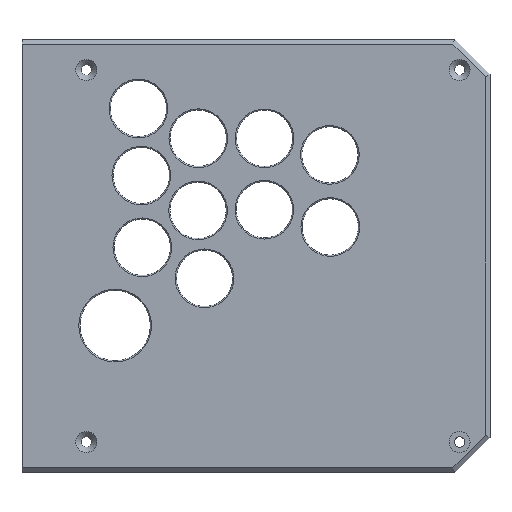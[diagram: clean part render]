
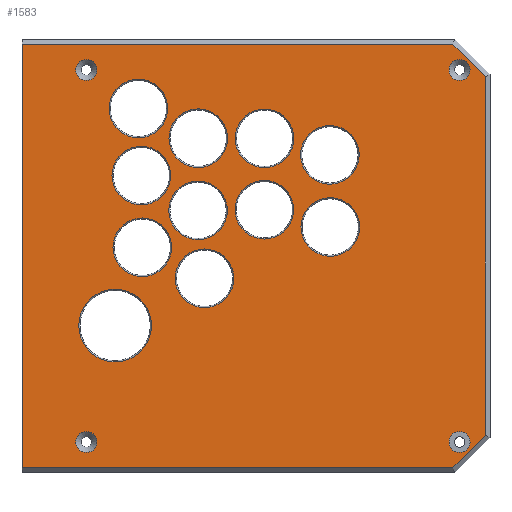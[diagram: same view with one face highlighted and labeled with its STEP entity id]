
A CAD part, top view. The second image highlights one B-rep face of the part: STEP entity #1583.
In plain terms, the highlighted planar face has unit normal (0, 0, 1).
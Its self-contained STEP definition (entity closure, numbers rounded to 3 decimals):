
#118=FACE_BOUND('',#383,.T.);
#119=FACE_BOUND('',#384,.T.);
#120=FACE_BOUND('',#385,.T.);
#121=FACE_BOUND('',#386,.T.);
#122=FACE_BOUND('',#387,.T.);
#123=FACE_BOUND('',#388,.T.);
#124=FACE_BOUND('',#389,.T.);
#125=FACE_BOUND('',#390,.T.);
#126=FACE_BOUND('',#391,.T.);
#127=FACE_BOUND('',#392,.T.);
#128=FACE_BOUND('',#393,.T.);
#129=FACE_BOUND('',#394,.T.);
#130=FACE_BOUND('',#395,.T.);
#131=FACE_BOUND('',#396,.T.);
#132=FACE_BOUND('',#397,.T.);
#159=CIRCLE('',#1695,12.525);
#163=CIRCLE('',#1701,12.525);
#164=CIRCLE('',#1702,12.525);
#165=CIRCLE('',#1703,12.525);
#166=CIRCLE('',#1704,12.525);
#167=CIRCLE('',#1705,12.525);
#168=CIRCLE('',#1706,4.5);
#169=CIRCLE('',#1707,4.5);
#170=CIRCLE('',#1708,4.5);
#171=CIRCLE('',#1709,4.5);
#172=CIRCLE('',#1710,15.525);
#173=CIRCLE('',#1711,12.525);
#174=CIRCLE('',#1712,12.525);
#175=CIRCLE('',#1713,12.525);
#176=CIRCLE('',#1714,12.525);
#280=FACE_OUTER_BOUND('',#382,.T.);
#382=EDGE_LOOP('',(#1106,#1107,#1108,#1109,#1110,#1111));
#383=EDGE_LOOP('',(#1112));
#384=EDGE_LOOP('',(#1113));
#385=EDGE_LOOP('',(#1114));
#386=EDGE_LOOP('',(#1115));
#387=EDGE_LOOP('',(#1116));
#388=EDGE_LOOP('',(#1117));
#389=EDGE_LOOP('',(#1118));
#390=EDGE_LOOP('',(#1119));
#391=EDGE_LOOP('',(#1120));
#392=EDGE_LOOP('',(#1121));
#393=EDGE_LOOP('',(#1122));
#394=EDGE_LOOP('',(#1123));
#395=EDGE_LOOP('',(#1124));
#396=EDGE_LOOP('',(#1125));
#397=EDGE_LOOP('',(#1126));
#509=LINE('',#2516,#599);
#510=LINE('',#2518,#600);
#511=LINE('',#2520,#601);
#512=LINE('',#2522,#602);
#513=LINE('',#2524,#603);
#514=LINE('',#2525,#604);
#599=VECTOR('',#1963,10.);
#600=VECTOR('',#1964,10.);
#601=VECTOR('',#1965,10.);
#602=VECTOR('',#1966,10.);
#603=VECTOR('',#1967,10.);
#604=VECTOR('',#1968,10.);
#702=VERTEX_POINT('',#2502);
#706=VERTEX_POINT('',#2514);
#707=VERTEX_POINT('',#2515);
#708=VERTEX_POINT('',#2517);
#709=VERTEX_POINT('',#2519);
#710=VERTEX_POINT('',#2521);
#711=VERTEX_POINT('',#2523);
#712=VERTEX_POINT('',#2526);
#713=VERTEX_POINT('',#2528);
#714=VERTEX_POINT('',#2530);
#715=VERTEX_POINT('',#2532);
#716=VERTEX_POINT('',#2534);
#717=VERTEX_POINT('',#2536);
#718=VERTEX_POINT('',#2538);
#719=VERTEX_POINT('',#2540);
#720=VERTEX_POINT('',#2542);
#721=VERTEX_POINT('',#2544);
#722=VERTEX_POINT('',#2546);
#723=VERTEX_POINT('',#2548);
#724=VERTEX_POINT('',#2550);
#725=VERTEX_POINT('',#2552);
#853=EDGE_CURVE('',#702,#702,#159,.T.);
#859=EDGE_CURVE('',#706,#707,#509,.T.);
#860=EDGE_CURVE('',#708,#706,#510,.T.);
#861=EDGE_CURVE('',#709,#708,#511,.T.);
#862=EDGE_CURVE('',#710,#709,#512,.T.);
#863=EDGE_CURVE('',#711,#710,#513,.T.);
#864=EDGE_CURVE('',#711,#707,#514,.T.);
#865=EDGE_CURVE('',#712,#712,#163,.T.);
#866=EDGE_CURVE('',#713,#713,#164,.T.);
#867=EDGE_CURVE('',#714,#714,#165,.T.);
#868=EDGE_CURVE('',#715,#715,#166,.T.);
#869=EDGE_CURVE('',#716,#716,#167,.T.);
#870=EDGE_CURVE('',#717,#717,#168,.T.);
#871=EDGE_CURVE('',#718,#718,#169,.T.);
#872=EDGE_CURVE('',#719,#719,#170,.T.);
#873=EDGE_CURVE('',#720,#720,#171,.T.);
#874=EDGE_CURVE('',#721,#721,#172,.T.);
#875=EDGE_CURVE('',#722,#722,#173,.T.);
#876=EDGE_CURVE('',#723,#723,#174,.T.);
#877=EDGE_CURVE('',#724,#724,#175,.T.);
#878=EDGE_CURVE('',#725,#725,#176,.T.);
#1106=ORIENTED_EDGE('',*,*,#859,.F.);
#1107=ORIENTED_EDGE('',*,*,#860,.F.);
#1108=ORIENTED_EDGE('',*,*,#861,.F.);
#1109=ORIENTED_EDGE('',*,*,#862,.F.);
#1110=ORIENTED_EDGE('',*,*,#863,.F.);
#1111=ORIENTED_EDGE('',*,*,#864,.T.);
#1112=ORIENTED_EDGE('',*,*,#865,.F.);
#1113=ORIENTED_EDGE('',*,*,#866,.F.);
#1114=ORIENTED_EDGE('',*,*,#867,.F.);
#1115=ORIENTED_EDGE('',*,*,#868,.F.);
#1116=ORIENTED_EDGE('',*,*,#869,.F.);
#1117=ORIENTED_EDGE('',*,*,#870,.F.);
#1118=ORIENTED_EDGE('',*,*,#871,.F.);
#1119=ORIENTED_EDGE('',*,*,#872,.F.);
#1120=ORIENTED_EDGE('',*,*,#873,.F.);
#1121=ORIENTED_EDGE('',*,*,#874,.F.);
#1122=ORIENTED_EDGE('',*,*,#875,.F.);
#1123=ORIENTED_EDGE('',*,*,#876,.F.);
#1124=ORIENTED_EDGE('',*,*,#877,.F.);
#1125=ORIENTED_EDGE('',*,*,#878,.F.);
#1126=ORIENTED_EDGE('',*,*,#853,.F.);
#1562=PLANE('',#1700);
#1583=ADVANCED_FACE('',(#280,#118,#119,#120,#121,#122,#123,#124,#125,#126,
#127,#128,#129,#130,#131,#132),#1562,.T.);
#1695=AXIS2_PLACEMENT_3D('',#2503,#1949,#1950);
#1700=AXIS2_PLACEMENT_3D('',#2513,#1961,#1962);
#1701=AXIS2_PLACEMENT_3D('',#2527,#1969,#1970);
#1702=AXIS2_PLACEMENT_3D('',#2529,#1971,#1972);
#1703=AXIS2_PLACEMENT_3D('',#2531,#1973,#1974);
#1704=AXIS2_PLACEMENT_3D('',#2533,#1975,#1976);
#1705=AXIS2_PLACEMENT_3D('',#2535,#1977,#1978);
#1706=AXIS2_PLACEMENT_3D('',#2537,#1979,#1980);
#1707=AXIS2_PLACEMENT_3D('',#2539,#1981,#1982);
#1708=AXIS2_PLACEMENT_3D('',#2541,#1983,#1984);
#1709=AXIS2_PLACEMENT_3D('',#2543,#1985,#1986);
#1710=AXIS2_PLACEMENT_3D('',#2545,#1987,#1988);
#1711=AXIS2_PLACEMENT_3D('',#2547,#1989,#1990);
#1712=AXIS2_PLACEMENT_3D('',#2549,#1991,#1992);
#1713=AXIS2_PLACEMENT_3D('',#2551,#1993,#1994);
#1714=AXIS2_PLACEMENT_3D('',#2553,#1995,#1996);
#1949=DIRECTION('center_axis',(0.,0.,1.));
#1950=DIRECTION('ref_axis',(-1.,0.,0.));
#1961=DIRECTION('center_axis',(0.,0.,1.));
#1962=DIRECTION('ref_axis',(-1.,0.,0.));
#1963=DIRECTION('',(-1.,0.,0.));
#1964=DIRECTION('',(-0.707,-0.707,0.));
#1965=DIRECTION('',(0.,-1.,0.));
#1966=DIRECTION('',(0.707,-0.707,0.));
#1967=DIRECTION('',(1.,0.,0.));
#1968=DIRECTION('',(0.,-1.,0.));
#1969=DIRECTION('center_axis',(0.,0.,1.));
#1970=DIRECTION('ref_axis',(-1.,0.,0.));
#1971=DIRECTION('center_axis',(0.,0.,1.));
#1972=DIRECTION('ref_axis',(-1.,0.,0.));
#1973=DIRECTION('center_axis',(0.,0.,1.));
#1974=DIRECTION('ref_axis',(-1.,0.,0.));
#1975=DIRECTION('center_axis',(0.,0.,1.));
#1976=DIRECTION('ref_axis',(-1.,0.,0.));
#1977=DIRECTION('center_axis',(0.,0.,1.));
#1978=DIRECTION('ref_axis',(-1.,0.,0.));
#1979=DIRECTION('center_axis',(0.,0.,1.));
#1980=DIRECTION('ref_axis',(-1.,0.,0.));
#1981=DIRECTION('center_axis',(0.,0.,1.));
#1982=DIRECTION('ref_axis',(-1.,0.,0.));
#1983=DIRECTION('center_axis',(0.,0.,1.));
#1984=DIRECTION('ref_axis',(-1.,0.,0.));
#1985=DIRECTION('center_axis',(0.,0.,1.));
#1986=DIRECTION('ref_axis',(-1.,0.,0.));
#1987=DIRECTION('center_axis',(0.,0.,1.));
#1988=DIRECTION('ref_axis',(-1.,0.,0.));
#1989=DIRECTION('center_axis',(0.,0.,1.));
#1990=DIRECTION('ref_axis',(-1.,0.,0.));
#1991=DIRECTION('center_axis',(0.,0.,1.));
#1992=DIRECTION('ref_axis',(-1.,0.,0.));
#1993=DIRECTION('center_axis',(0.,0.,1.));
#1994=DIRECTION('ref_axis',(-1.,0.,0.));
#1995=DIRECTION('center_axis',(0.,0.,1.));
#1996=DIRECTION('ref_axis',(-1.,0.,0.));
#2502=CARTESIAN_POINT('',(339.115,135.7,40.));
#2503=CARTESIAN_POINT('Origin',(326.59,135.7,40.));
#2513=CARTESIAN_POINT('Origin',(295.,92.5,40.));
#2514=CARTESIAN_POINT('',(379.172,2.,40.));
#2515=CARTESIAN_POINT('',(195.,2.,40.));
#2516=CARTESIAN_POINT('',(245.,2.,40.));
#2517=CARTESIAN_POINT('',(393.,15.828,40.));
#2518=CARTESIAN_POINT('',(384.211,7.039,40.));
#2519=CARTESIAN_POINT('',(393.,169.172,40.));
#2520=CARTESIAN_POINT('',(393.,46.25,40.));
#2521=CARTESIAN_POINT('',(379.172,183.,40.));
#2522=CARTESIAN_POINT('',(384.211,177.961,40.));
#2523=CARTESIAN_POINT('',(195.,183.,40.));
#2524=CARTESIAN_POINT('',(345.,183.,40.));
#2525=CARTESIAN_POINT('',(195.,185.,40.));
#2526=CARTESIAN_POINT('',(339.269,104.89,40.));
#2527=CARTESIAN_POINT('Origin',(326.744,104.89,40.));
#2528=CARTESIAN_POINT('',(311.164,142.777,40.));
#2529=CARTESIAN_POINT('Origin',(298.639,142.777,40.));
#2530=CARTESIAN_POINT('',(285.529,82.987,40.));
#2531=CARTESIAN_POINT('Origin',(273.004,82.987,40.));
#2532=CARTESIAN_POINT('',(257.262,155.536,40.));
#2533=CARTESIAN_POINT('Origin',(244.737,155.536,40.));
#2534=CARTESIAN_POINT('',(258.922,96.23,40.));
#2535=CARTESIAN_POINT('Origin',(246.397,96.23,40.));
#2536=CARTESIAN_POINT('',(386.5,13.,40.));
#2537=CARTESIAN_POINT('Origin',(382.,13.,40.));
#2538=CARTESIAN_POINT('',(386.5,172.,40.));
#2539=CARTESIAN_POINT('Origin',(382.,172.,40.));
#2540=CARTESIAN_POINT('',(227.,172.,40.));
#2541=CARTESIAN_POINT('Origin',(222.5,172.,40.));
#2542=CARTESIAN_POINT('',(227.,13.,40.));
#2543=CARTESIAN_POINT('Origin',(222.5,13.,40.));
#2544=CARTESIAN_POINT('',(250.325,62.775,40.));
#2545=CARTESIAN_POINT('Origin',(234.8,62.775,40.));
#2546=CARTESIAN_POINT('',(258.51,126.88,40.));
#2547=CARTESIAN_POINT('Origin',(245.985,126.88,40.));
#2548=CARTESIAN_POINT('',(282.843,142.843,40.));
#2549=CARTESIAN_POINT('Origin',(270.318,142.843,40.));
#2550=CARTESIAN_POINT('',(282.766,111.987,40.));
#2551=CARTESIAN_POINT('Origin',(270.241,111.987,40.));
#2552=CARTESIAN_POINT('',(311.08,112.275,40.));
#2553=CARTESIAN_POINT('Origin',(298.555,112.275,40.));
